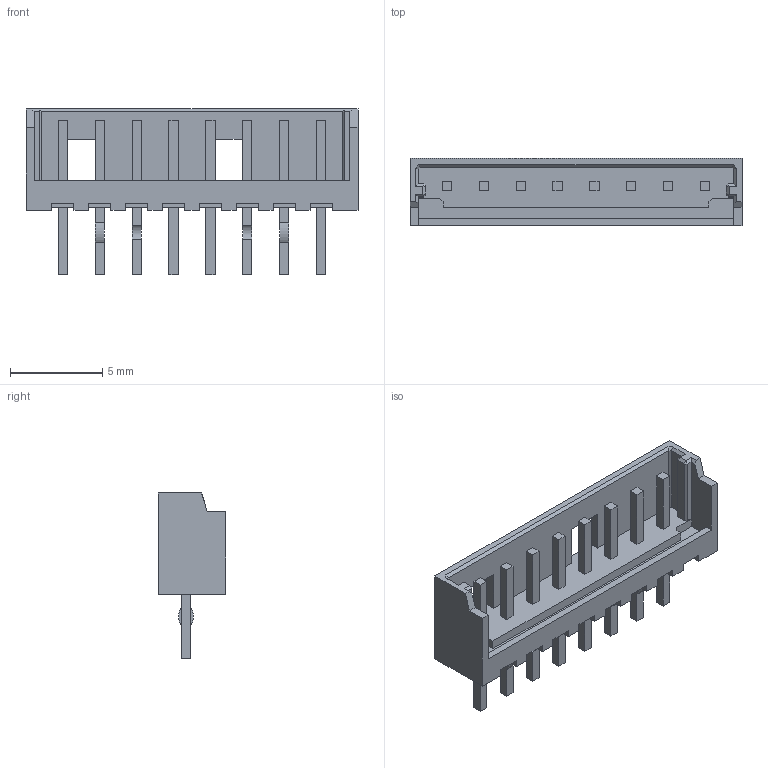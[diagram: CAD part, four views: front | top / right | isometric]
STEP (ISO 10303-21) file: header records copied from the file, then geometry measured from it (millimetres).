
FILE_DESCRIPTION(('FreeCAD Model'),'2;1');
FILE_NAME('Molex_Micro-Latch_08x2.00mm_Straight.stp','2016-04-02T15:21:58',( 'Author'),(''),'Open CASCADE STEP processor 6.8','FreeCAD','Unknown' );
FILE_SCHEMA(('AUTOMOTIVE_DESIGN_CC2 { 1 2 10303 214 -1 1 5 4 }'));
Length unit declared in the file: millimetre
Products named in the file (1): 532530870
Bounding box: 18 x 3.65 x 9 mm (x, y, z)
Volume: 146.5 mm3; surface area: 531.6 mm2
Topology: 1 solids, 1 shells, 221 faces, 599 edges, 394 vertices
Faces by surface type: plane 213, cylinder 8
Entity records: 15345 total; most frequent: CARTESIAN_POINT 3229, DIRECTION 2217, LINE 1733, VECTOR 1733, ORIENTED_EDGE 1198, PCURVE 1198, DEFINITIONAL_REPRESENTATION 1198, EDGE_CURVE 599
